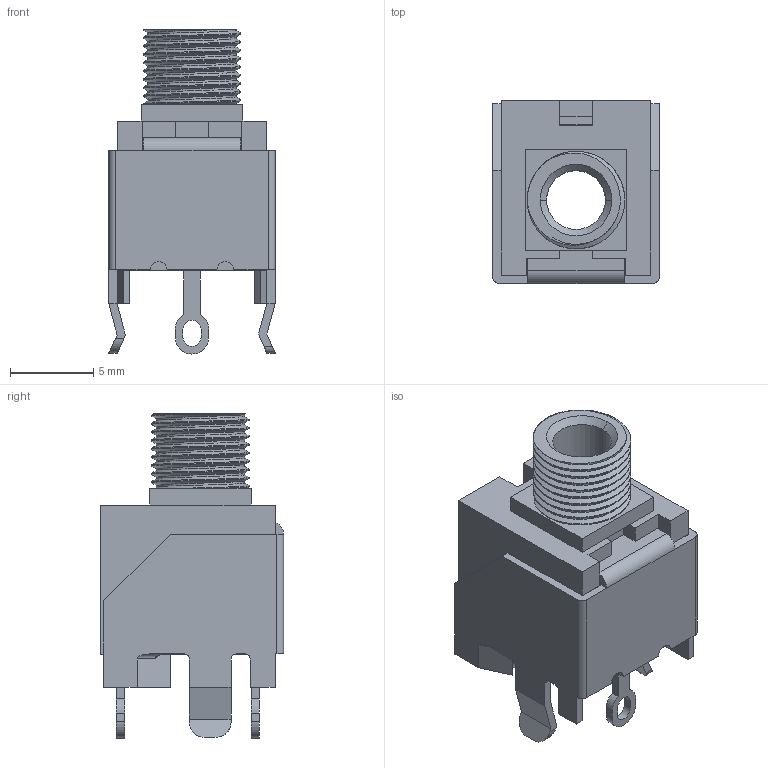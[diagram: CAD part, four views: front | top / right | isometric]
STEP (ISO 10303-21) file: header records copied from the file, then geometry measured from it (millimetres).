
FILE_DESCRIPTION (( 'STEP AP214' ), '1' );
FILE_NAME ('Hakai Labs 3.5mm TS Jack Shrouded (WQP-WQP518MA-BM).step', '2024-05-25T18:18:37', ( '' ), ( '' ), 'SwSTEP 2.0', 'SolidWorks 2024', '' );
FILE_SCHEMA (( 'AUTOMOTIVE_DESIGN' ));
Length unit declared in the file: inch
Products named in the file (6): WQP-WQP518MA-BM Internal Pin 2; WQP-WQP518MA-BM Thread; WQP-WQP518MA-BM Part 1; Hakai Labs 3.5mm TS Jack Shrouded (WQP-WQP518MA-BM); WQP-WQP518MA-BM Internal Pin 1; WQP-WQP518MA-BM Part 2 Shroud
Assembly tree (5 placements, depth 2):
  Hakai Labs 3.5mm TS Jack Shrouded (WQP-WQP518MA-BM)
    WQP-WQP518MA-BM Part 2 Shroud
    WQP-WQP518MA-BM Part 1
    WQP-WQP518MA-BM Internal Pin 1
    WQP-WQP518MA-BM Internal Pin 2
    WQP-WQP518MA-BM Thread
Bounding box: 10 x 11 x 19.47 mm (x, y, z)
Volume: 608.4 mm3; surface area: 1918 mm2
Topology: 5 solids, 5 shells, 190 faces, 540 edges, 358 vertices
Faces by surface type: plane 130, cylinder 55, bspline 3, cone 2
Entity records: 8174 total; most frequent: CARTESIAN_POINT 3107, ORIENTED_EDGE 1080, DIRECTION 940, EDGE_CURVE 540, LINE 416, VECTOR 416, VERTEX_POINT 358, AXIS2_PLACEMENT_3D 262
